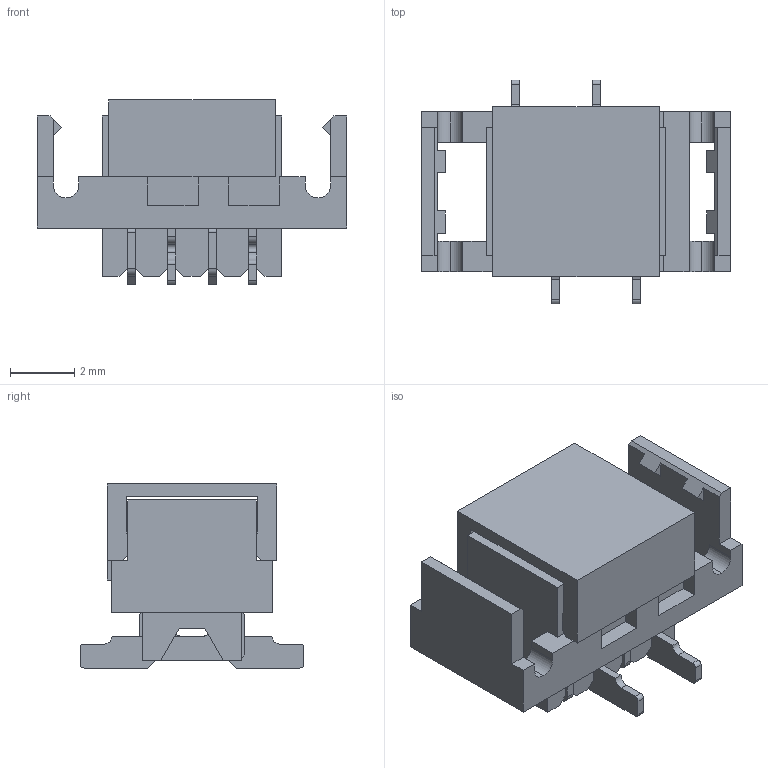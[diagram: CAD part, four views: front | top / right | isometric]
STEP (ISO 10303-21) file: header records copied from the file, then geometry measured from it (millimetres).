
FILE_DESCRIPTION(('STEP AP203'),'1');
FILE_NAME('690367290476.stp','2021-10-14T06:34:45',('TraceParts'),('TraceParts S.A.'),'Spatial InterOp 3D',' ',' ');
FILE_SCHEMA(('CONFIG_CONTROL_DESIGN'));
Length unit declared in the file: millimetre
Products named in the file (1): 1
Bounding box: 9.67 x 7 x 5.75 mm (x, y, z)
Volume: 146.3 mm3; surface area: 618.7 mm2
Topology: 6 solids, 6 shells, 435 faces, 1252 edges, 823 vertices
Faces by surface type: plane 351, cylinder 84
Entity records: 14178 total; most frequent: CARTESIAN_POINT 2516, ORIENTED_EDGE 2504, DIRECTION 2302, EDGE_CURVE 1252, LINE 1084, VECTOR 1084, VERTEX_POINT 823, AXIS2_PLACEMENT_3D 609
